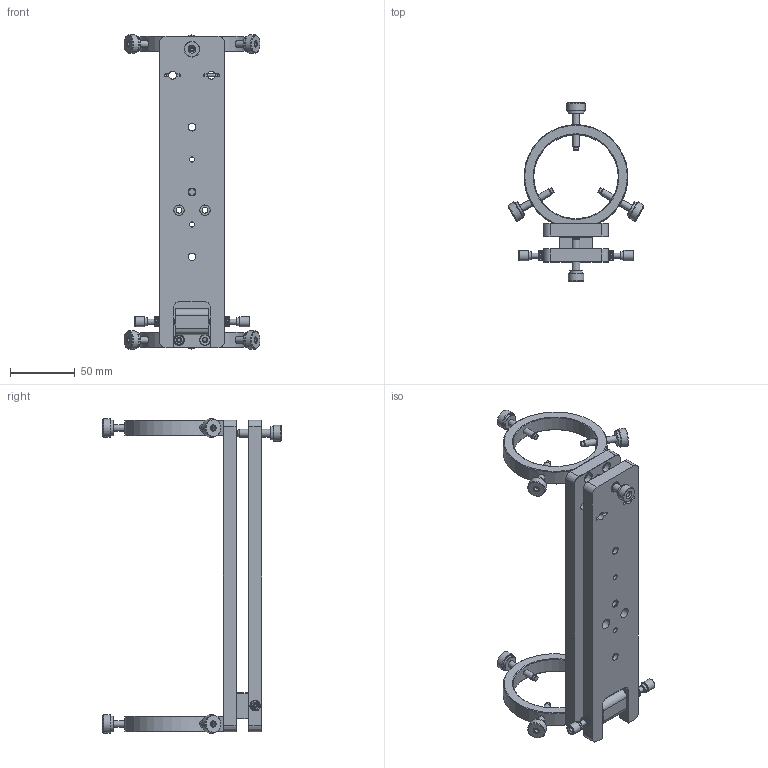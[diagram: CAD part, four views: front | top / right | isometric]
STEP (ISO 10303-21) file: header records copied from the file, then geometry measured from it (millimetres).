
FILE_DESCRIPTION (( 'STEP AP203' ), '1' );
FILE_NAME ('523050.STEP', '2023-10-07T02:03:27', ( 'Windows User' ), ( 'P R C' ), 'SwSTEP 2.0', 'SolidWorks 2020', '' );
FILE_SCHEMA (( 'CONFIG_CONTROL_DESIGN' ));
Length unit declared in the file: millimetre
Products named in the file (1): 523050
Bounding box: 104.72 x 137.14 x 242 mm (x, y, z)
Volume: 278834.2 mm3; surface area: 95448.8 mm2
Topology: 36 solids, 36 shells, 1499 faces, 3918 edges, 2546 vertices
Faces by surface type: plane 620, cylinder 382, cone 360, bspline 137
Full cylindrical faces by diameter (mm): 1 x4, 1.5 x16, 2 x1, 2.5 x3, 2.99 x2, 3 x4, 3.3 x4, 3.5 x3, 3.75 x4, 3.8 x6, 3.99 x1, 4 x14, 4.2 x12, 4.5 x6, 5 x9, 5.1 x1, 5.2 x6, 5.5 x4, 6 x16, 6.8 x2, 7.2 x1, 7.6 x1, 8 x14, 8.6 x2, 9.5 x1, 9.8 x1, 10 x1, 11 x4, 12 x7, 14 x6
Entity records: 57700 total; most frequent: CARTESIAN_POINT 24854, ORIENTED_EDGE 6864, DIRECTION 6035, EDGE_CURVE 3432, VERTEX_POINT 2403, AXIS2_PLACEMENT_3D 2327, EDGE_LOOP 2013, FACE_OUTER_BOUND 1659
